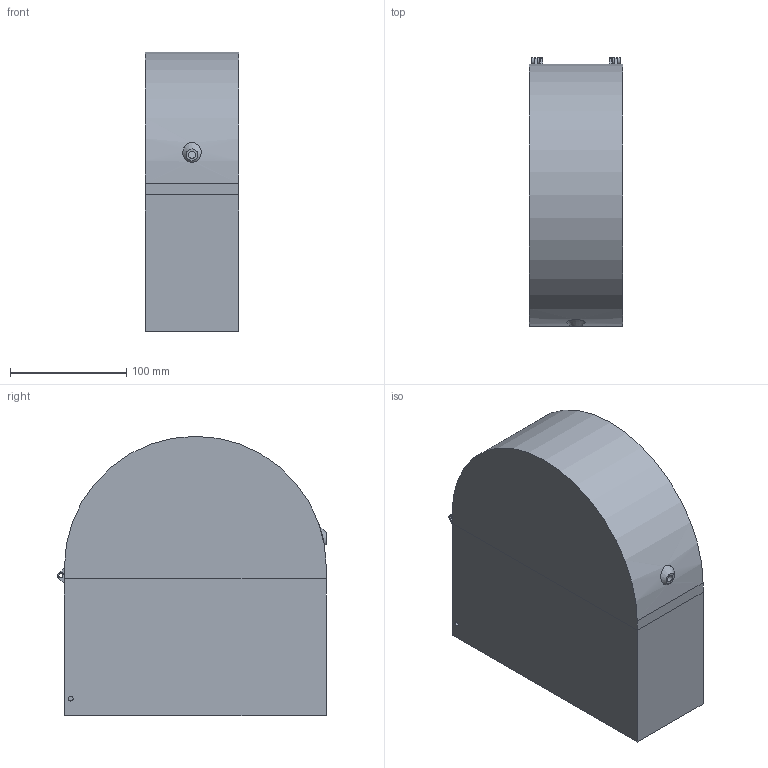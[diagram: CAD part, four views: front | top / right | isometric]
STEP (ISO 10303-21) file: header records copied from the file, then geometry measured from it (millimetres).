
FILE_DESCRIPTION(/* description */ ('STEP AP242 Edition 2','CAx-IF Rec.Pracs.---Representation and Presentation of Product Manufacturing Information (PMI)---4.0---2014-10-13','CAx-IF Rec.Pracs.---3D Tessellated Geometry---0.4---2014-09-14','2;1','CAx-IF Rec.Pracs.---User Defined Attributes---1.5---2016-08-15'),/* implementation_level */ '2;1');
FILE_NAME(/* name */ '6928caaa034c4c312e27627a',/* time_stamp */ '2025-11-27T22:03:24Z',/* author */ (''),/* organization */ (''),/* preprocessor_version */ 'ST-DEVELOPER v20',/* originating_system */ 'ONSHAPE BY PTC INC, 1.207',/* authorisation */ ' ');
FILE_SCHEMA (('AP242_MANAGED_MODEL_BASED_3D_ENGINEERING_MIM_LF { 1 0 10303 442 3 1 4 }'));
Products named in the file (33): roller end; C_Disc_D6.0mm_W4.4mm_P5.00mm; SOIC-8_3.9x4.9mm_P1.27mm; R_Axial_DIN0309_L9.0mm_D3.2mm_P12.70mm_Horizontal; JST_XH_B2B-XH-A_1x02_P2.50mm_Vertical; R_Axial_DIN0309_L9.0mm_D3.2mm_P12.70mm_Horizontal_1; JST_XH_B2B-XH-A_1x02_P2.50mm_Vertical_1; JST_XH_B2B-XH-A_1x02_P2.50mm_Vertical_2; JST_XH_B2B-XH-A_1x02_P2.50mm_Vertical_3; JST_XH_B2B-XH-A_1x02_P2.50mm_Vertical_4; R_Axial_DIN0309_L9.0mm_D3.2mm_P12.70mm_Horizontal_2; RaspberryPi_Pico_H_Module_KiCad; RaspberryPi_Pico_Header_DIP-40_H2.54mm_KiCad; PinSocket_1x04_P2.54mm_Vertical; Converter_DCDC_RECOM_R-78E-0.5_THT; C_Disc_D6.0mm_W4.4mm_P5.00mm_1; R_Axial_DIN0309_L9.0mm_D3.2mm_P12.70mm_Horizontal_3; R_Axial_DIN0309_L9.0mm_D3.2mm_P12.70mm_Horizontal_4; R_Axial_DIN0309_L9.0mm_D3.2mm_P12.70mm_Horizontal_5; TO-220-3_Horizontal_TabDown; TO-220-3_Horizontal_TabDown_1; filament dryer_PCB; spool; bottom; top; backdoor; heater; 4010 blower fan; roller bar; roller
Bounding box: 80 x 230.74 x 240 mm (x, y, z)
Volume: 2440461.8 mm3; surface area: 491427.6 mm2
Topology: 33 solids, 33 shells, 2782 faces, 7143 edges, 4604 vertices
Faces by surface type: plane 2327, cylinder 403, torus 40, cone 6, sphere 4, bspline 2
Full cylindrical faces by diameter (mm): 0.5 x7, 0.7 x24, 0.8 x16, 1 x97, 1.1 x6, 1.6 x4, 2 x1, 2.1 x4, 2.5 x3, 2.88 x6, 3 x2, 3.2 x19, 3.5 x10, 3.735 x2, 4 x8, 4.2 x1, 4.4 x2, 4.9 x1, 5 x3, 6 x4, 6.05 x1, 7 x3, 8.6 x9, 9.8 x1, 10 x6, 11 x1, 27 x1, 150 x1, 205 x2
Entity records: 87756 total; most frequent: CARTESIAN_POINT 15398, ORIENTED_EDGE 13598, DIRECTION 13245, EDGE_CURVE 6799, LINE 5915, VECTOR 5915, VERTEX_POINT 4552, EDGE_LOOP 3711
